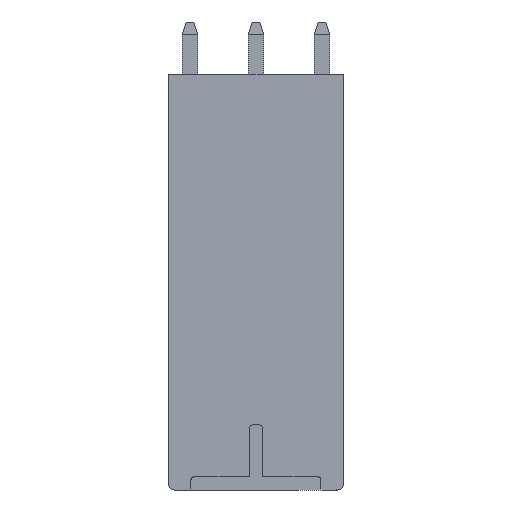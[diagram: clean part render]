
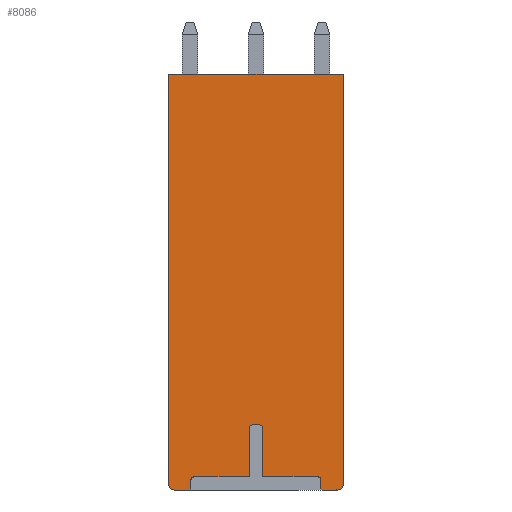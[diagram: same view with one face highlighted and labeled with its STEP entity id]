
A CAD part, front view. The second image highlights one B-rep face of the part: STEP entity #8086.
In plain terms, the highlighted planar face has unit normal (0, -1, 0).
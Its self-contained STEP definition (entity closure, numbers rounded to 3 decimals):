
#853=DIRECTION('',(0.,0.,1.));
#854=VECTOR('',#853,0.8);
#855=CARTESIAN_POINT('',(-5.,-103.44,-16.));
#856=LINE('',#855,#854);
#857=DIRECTION('',(-1.,0.,0.));
#858=VECTOR('',#857,1.3);
#859=CARTESIAN_POINT('',(-5.,-103.44,-16.));
#860=LINE('',#859,#858);
#861=CARTESIAN_POINT('',(-6.3,-103.44,-15.6));
#862=DIRECTION('',(0.,1.,0.));
#863=DIRECTION('',(0.,0.,-1.));
#864=AXIS2_PLACEMENT_3D('',#861,#862,#863);
#866=DIRECTION('',(0.,0.,1.));
#867=VECTOR('',#866,31.6);
#868=CARTESIAN_POINT('',(-6.7,-103.44,-15.6));
#869=LINE('',#868,#867);
#870=DIRECTION('',(1.,0.,0.));
#871=VECTOR('',#870,13.4);
#872=CARTESIAN_POINT('',(-6.7,-103.44,16.));
#873=LINE('',#872,#871);
#874=DIRECTION('',(0.,0.,-1.));
#875=VECTOR('',#874,31.6);
#876=CARTESIAN_POINT('',(6.7,-103.44,16.));
#877=LINE('',#876,#875);
#878=CARTESIAN_POINT('',(6.3,-103.44,-15.6));
#879=DIRECTION('',(0.,1.,0.));
#880=DIRECTION('',(1.,0.,0.));
#881=AXIS2_PLACEMENT_3D('',#878,#879,#880);
#883=DIRECTION('',(-1.,0.,0.));
#884=VECTOR('',#883,1.3);
#885=CARTESIAN_POINT('',(6.3,-103.44,-16.));
#886=LINE('',#885,#884);
#887=DIRECTION('',(0.,0.,1.));
#888=VECTOR('',#887,0.8);
#889=CARTESIAN_POINT('',(5.,-103.44,-16.));
#890=LINE('',#889,#888);
#891=CARTESIAN_POINT('',(4.8,-103.44,-15.2));
#892=DIRECTION('',(0.,1.,0.));
#893=DIRECTION('',(0.,0.,1.));
#894=AXIS2_PLACEMENT_3D('',#891,#892,#893);
#896=DIRECTION('',(1.,0.,0.));
#897=VECTOR('',#896,4.3);
#898=CARTESIAN_POINT('',(0.5,-103.44,-15.));
#899=LINE('',#898,#897);
#900=DIRECTION('',(0.,0.,-1.));
#901=VECTOR('',#900,3.8);
#902=CARTESIAN_POINT('',(0.5,-103.44,-11.2));
#903=LINE('',#902,#901);
#904=CARTESIAN_POINT('',(0.3,-103.44,-11.2));
#905=DIRECTION('',(0.,1.,0.));
#906=DIRECTION('',(0.,0.,1.));
#907=AXIS2_PLACEMENT_3D('',#904,#905,#906);
#909=DIRECTION('',(1.,0.,0.));
#910=VECTOR('',#909,0.6);
#911=CARTESIAN_POINT('',(-0.3,-103.44,-11.));
#912=LINE('',#911,#910);
#913=CARTESIAN_POINT('',(-0.3,-103.44,-11.2));
#914=DIRECTION('',(0.,1.,0.));
#915=DIRECTION('',(-1.,0.,0.));
#916=AXIS2_PLACEMENT_3D('',#913,#914,#915);
#918=DIRECTION('',(0.,0.,1.));
#919=VECTOR('',#918,3.8);
#920=CARTESIAN_POINT('',(-0.5,-103.44,-15.));
#921=LINE('',#920,#919);
#922=DIRECTION('',(1.,0.,0.));
#923=VECTOR('',#922,4.3);
#924=CARTESIAN_POINT('',(-4.8,-103.44,-15.));
#925=LINE('',#924,#923);
#926=CARTESIAN_POINT('',(-4.8,-103.44,-15.2));
#927=DIRECTION('',(0.,1.,0.));
#928=DIRECTION('',(-1.,0.,0.));
#929=AXIS2_PLACEMENT_3D('',#926,#927,#928);
#5939=CARTESIAN_POINT('',(-6.7,-103.44,16.));
#5940=CARTESIAN_POINT('',(6.7,-103.44,16.));
#5941=VERTEX_POINT('',#5939);
#5942=VERTEX_POINT('',#5940);
#5943=CARTESIAN_POINT('',(6.7,-103.44,-15.6));
#5944=VERTEX_POINT('',#5943);
#5945=CARTESIAN_POINT('',(6.3,-103.44,-16.));
#5946=VERTEX_POINT('',#5945);
#5947=CARTESIAN_POINT('',(-6.3,-103.44,-16.));
#5948=CARTESIAN_POINT('',(-6.7,-103.44,-15.6));
#5949=VERTEX_POINT('',#5947);
#5950=VERTEX_POINT('',#5948);
#6023=CARTESIAN_POINT('',(-5.,-103.44,-16.));
#6024=VERTEX_POINT('',#6023);
#6025=CARTESIAN_POINT('',(-5.,-103.44,-15.2));
#6026=VERTEX_POINT('',#6025);
#6027=CARTESIAN_POINT('',(-4.8,-103.44,-15.));
#6028=VERTEX_POINT('',#6027);
#6029=CARTESIAN_POINT('',(-0.5,-103.44,-15.));
#6030=VERTEX_POINT('',#6029);
#6031=CARTESIAN_POINT('',(-0.5,-103.44,-11.2));
#6032=VERTEX_POINT('',#6031);
#6033=CARTESIAN_POINT('',(-0.3,-103.44,-11.));
#6034=VERTEX_POINT('',#6033);
#6035=CARTESIAN_POINT('',(0.3,-103.44,-11.));
#6036=VERTEX_POINT('',#6035);
#6037=CARTESIAN_POINT('',(0.5,-103.44,-11.2));
#6038=VERTEX_POINT('',#6037);
#6039=CARTESIAN_POINT('',(0.5,-103.44,-15.));
#6040=VERTEX_POINT('',#6039);
#6041=CARTESIAN_POINT('',(4.8,-103.44,-15.));
#6042=VERTEX_POINT('',#6041);
#6043=CARTESIAN_POINT('',(5.,-103.44,-15.2));
#6044=VERTEX_POINT('',#6043);
#6045=CARTESIAN_POINT('',(5.,-103.44,-16.));
#6046=VERTEX_POINT('',#6045);
#8045=CARTESIAN_POINT('',(0.,-103.44,0.));
#8046=DIRECTION('',(0.,1.,0.));
#8047=DIRECTION('',(1.,0.,0.));
#8048=AXIS2_PLACEMENT_3D('',#8045,#8046,#8047);
#8049=PLANE('',#8048);
#8051=ORIENTED_EDGE('',*,*,#8050,.F.);
#8052=ORIENTED_EDGE('',*,*,#7681,.T.);
#8054=ORIENTED_EDGE('',*,*,#8053,.T.);
#8056=ORIENTED_EDGE('',*,*,#8055,.T.);
#8058=ORIENTED_EDGE('',*,*,#8057,.T.);
#8060=ORIENTED_EDGE('',*,*,#8059,.T.);
#8062=ORIENTED_EDGE('',*,*,#8061,.T.);
#8063=ORIENTED_EDGE('',*,*,#7689,.T.);
#8065=ORIENTED_EDGE('',*,*,#8064,.T.);
#8067=ORIENTED_EDGE('',*,*,#8066,.F.);
#8069=ORIENTED_EDGE('',*,*,#8068,.F.);
#8071=ORIENTED_EDGE('',*,*,#8070,.F.);
#8073=ORIENTED_EDGE('',*,*,#8072,.F.);
#8075=ORIENTED_EDGE('',*,*,#8074,.F.);
#8077=ORIENTED_EDGE('',*,*,#8076,.F.);
#8079=ORIENTED_EDGE('',*,*,#8078,.F.);
#8081=ORIENTED_EDGE('',*,*,#8080,.F.);
#8083=ORIENTED_EDGE('',*,*,#8082,.F.);
#8084=EDGE_LOOP('',(#8051,#8052,#8054,#8056,#8058,#8060,#8062,#8063,#8065,#8067,
#8069,#8071,#8073,#8075,#8077,#8079,#8081,#8083));
#8085=FACE_OUTER_BOUND('',#8084,.F.);
#865=CIRCLE('',#864,0.4);
#882=CIRCLE('',#881,0.4);
#895=CIRCLE('',#894,0.2);
#908=CIRCLE('',#907,0.2);
#917=CIRCLE('',#916,0.2);
#930=CIRCLE('',#929,0.2);
#7681=EDGE_CURVE('',#6024,#5949,#860,.T.);
#7689=EDGE_CURVE('',#5946,#6046,#886,.T.);
#8050=EDGE_CURVE('',#6024,#6026,#856,.T.);
#8053=EDGE_CURVE('',#5949,#5950,#865,.T.);
#8055=EDGE_CURVE('',#5950,#5941,#869,.T.);
#8057=EDGE_CURVE('',#5941,#5942,#873,.T.);
#8059=EDGE_CURVE('',#5942,#5944,#877,.T.);
#8061=EDGE_CURVE('',#5944,#5946,#882,.T.);
#8064=EDGE_CURVE('',#6046,#6044,#890,.T.);
#8066=EDGE_CURVE('',#6042,#6044,#895,.T.);
#8068=EDGE_CURVE('',#6040,#6042,#899,.T.);
#8070=EDGE_CURVE('',#6038,#6040,#903,.T.);
#8072=EDGE_CURVE('',#6036,#6038,#908,.T.);
#8074=EDGE_CURVE('',#6034,#6036,#912,.T.);
#8076=EDGE_CURVE('',#6032,#6034,#917,.T.);
#8078=EDGE_CURVE('',#6030,#6032,#921,.T.);
#8080=EDGE_CURVE('',#6028,#6030,#925,.T.);
#8082=EDGE_CURVE('',#6026,#6028,#930,.T.);
#8086=ADVANCED_FACE('',(#8085),#8049,.F.);
